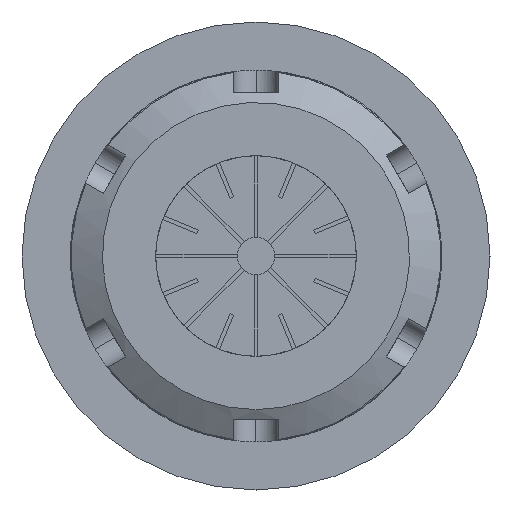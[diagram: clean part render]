
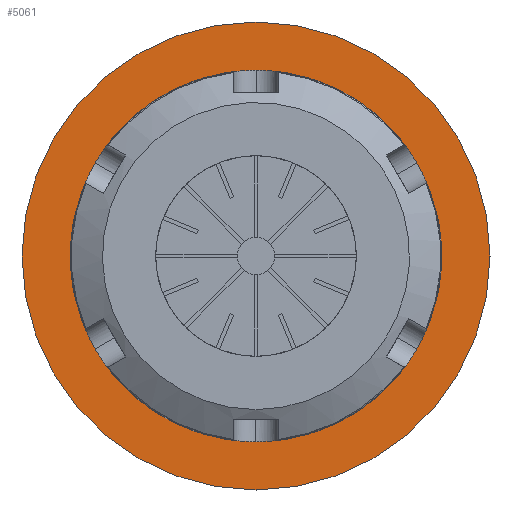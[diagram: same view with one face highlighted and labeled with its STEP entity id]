
A CAD part, front view. The second image highlights one B-rep face of the part: STEP entity #5061.
In plain terms, the highlighted planar face has unit normal (0, -1, 0).
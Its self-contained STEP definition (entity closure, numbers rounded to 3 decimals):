
#216 = CIRCLE ( 'NONE', #2359, 31.5 ) ;
#278 = CARTESIAN_POINT ( 'NONE',  ( 31.501, 46.3, -23. ) ) ;
#289 = ORIENTED_EDGE ( 'NONE', *, *, #331, .F. ) ;
#331 = EDGE_CURVE ( 'NONE', #2919, #970, #4199, .T. ) ;
#455 = CIRCLE ( 'NONE', #2426, 25. ) ;
#590 = DIRECTION ( 'NONE',  ( 0., 0., 1. ) ) ;
#686 = EDGE_CURVE ( 'NONE', #4035, #1094, #455, .T. ) ;
#863 = FACE_BOUND ( 'NONE', #3925, .T. ) ;
#955 = CARTESIAN_POINT ( 'NONE',  ( 9.798, 46.3, 23. ) ) ;
#970 = VERTEX_POINT ( 'NONE', #3760 ) ;
#1006 = DIRECTION ( 'NONE',  ( 0., 0., -1. ) ) ;
#1094 = VERTEX_POINT ( 'NONE', #955 ) ;
#1259 = AXIS2_PLACEMENT_3D ( 'NONE', #5045, #4633, #590 ) ;
#1355 = DIRECTION ( 'NONE',  ( -1., 0., 0. ) ) ;
#1874 = CARTESIAN_POINT ( 'NONE',  ( 0., 46.3, 0. ) ) ;
#1903 = ORIENTED_EDGE ( 'NONE', *, *, #3160, .T. ) ;
#1935 = CARTESIAN_POINT ( 'NONE',  ( 0., 46.3, -31.5 ) ) ;
#2076 = CARTESIAN_POINT ( 'NONE',  ( 31.501, 46.3, 23. ) ) ;
#2088 = EDGE_LOOP ( 'NONE', ( #1903 ) ) ;
#2315 = VERTEX_POINT ( 'NONE', #1935 ) ;
#2359 = AXIS2_PLACEMENT_3D ( 'NONE', #1874, #3032, #1006 ) ;
#2426 = AXIS2_PLACEMENT_3D ( 'NONE', #4766, #4825, #3551 ) ;
#2531 = DIRECTION ( 'NONE',  ( 0., 0., -1. ) ) ;
#2556 = DIRECTION ( 'NONE',  ( 0., -1., 0. ) ) ;
#2595 = ORIENTED_EDGE ( 'NONE', *, *, #4408, .F. ) ;
#2899 = LINE ( 'NONE', #2076, #3602 ) ;
#2919 = VERTEX_POINT ( 'NONE', #3973 ) ;
#2995 = EDGE_CURVE ( 'NONE', #4035, #970, #4314, .T. ) ;
#3032 = DIRECTION ( 'NONE',  ( 0., -1., 0. ) ) ;
#3160 = EDGE_CURVE ( 'NONE', #2315, #2315, #216, .T. ) ;
#3390 = PLANE ( 'NONE',  #1259 ) ;
#3394 = ORIENTED_EDGE ( 'NONE', *, *, #2995, .T. ) ;
#3551 = DIRECTION ( 'NONE',  ( 0., 0., -1. ) ) ;
#3571 = DIRECTION ( 'NONE',  ( -1., 0., 0. ) ) ;
#3602 = VECTOR ( 'NONE', #1355, 1000. ) ;
#3760 = CARTESIAN_POINT ( 'NONE',  ( -9.798, 46.3, -23. ) ) ;
#3777 = CARTESIAN_POINT ( 'NONE',  ( 0., 46.3, 0. ) ) ;
#3925 = EDGE_LOOP ( 'NONE', ( #289, #2595, #4044, #3394 ) ) ;
#3973 = CARTESIAN_POINT ( 'NONE',  ( -9.798, 46.3, 23. ) ) ;
#4035 = VERTEX_POINT ( 'NONE', #4478 ) ;
#4044 = ORIENTED_EDGE ( 'NONE', *, *, #686, .F. ) ;
#4199 = CIRCLE ( 'NONE', #4900, 25. ) ;
#4251 = FACE_OUTER_BOUND ( 'NONE', #2088, .T. ) ;
#4314 = LINE ( 'NONE', #278, #4928 ) ;
#4408 = EDGE_CURVE ( 'NONE', #1094, #2919, #2899, .T. ) ;
#4478 = CARTESIAN_POINT ( 'NONE',  ( 9.798, 46.3, -23. ) ) ;
#4633 = DIRECTION ( 'NONE',  ( 0., 1., 0. ) ) ;
#4766 = CARTESIAN_POINT ( 'NONE',  ( 0., 46.3, 0. ) ) ;
#4825 = DIRECTION ( 'NONE',  ( 0., -1., 0. ) ) ;
#4900 = AXIS2_PLACEMENT_3D ( 'NONE', #3777, #2556, #2531 ) ;
#4928 = VECTOR ( 'NONE', #3571, 1000. ) ;
#5045 = CARTESIAN_POINT ( 'NONE',  ( -31.5, 46.3, 0. ) ) ;
#5061 = ADVANCED_FACE ( 'NONE', ( #863, #4251 ), #3390, .F. ) ;
